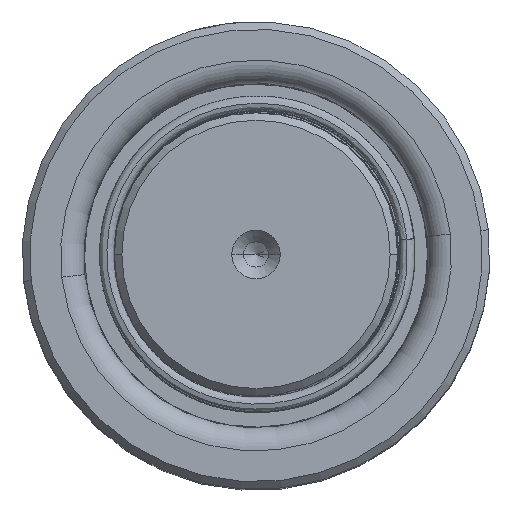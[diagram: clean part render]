
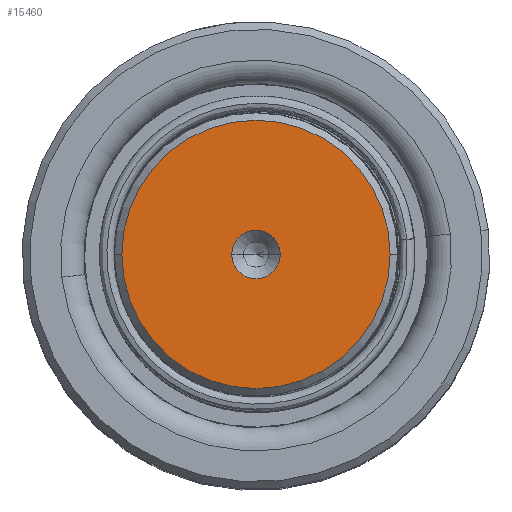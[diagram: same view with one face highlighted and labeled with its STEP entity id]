
A CAD part, top view. The second image highlights one B-rep face of the part: STEP entity #15460.
In plain terms, the highlighted planar face has unit normal (0, 0, 1).
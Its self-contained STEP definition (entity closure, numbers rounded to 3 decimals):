
#151 = CARTESIAN_POINT ( 'NONE',  ( -21.314, 0., 200. ) ) ;
#1708 = EDGE_LOOP ( 'NONE', ( #25129, #38221 ) ) ;
#2320 = DIRECTION ( 'NONE',  ( 1., 0., 0. ) ) ;
#2886 = VERTEX_POINT ( 'NONE', #40333 ) ;
#5845 = CARTESIAN_POINT ( 'NONE',  ( -3.85, 0., 200. ) ) ;
#12022 = AXIS2_PLACEMENT_3D ( 'NONE', #60362, #50736, #2320 ) ;
#12139 = CARTESIAN_POINT ( 'NONE',  ( 3.85, 0., 200. ) ) ;
#12295 = AXIS2_PLACEMENT_3D ( 'NONE', #18158, #18580, #52848 ) ;
#12572 = PLANE ( 'NONE',  #24684 ) ;
#14662 = EDGE_CURVE ( 'NONE', #2886, #16569, #32922, .T. ) ;
#15182 = AXIS2_PLACEMENT_3D ( 'NONE', #55529, #44853, #40785 ) ;
#15460 = ADVANCED_FACE ( 'NONE', ( #39824, #51320 ), #12572, .T. ) ;
#16053 = AXIS2_PLACEMENT_3D ( 'NONE', #36104, #55392, #26493 ) ;
#16569 = VERTEX_POINT ( 'NONE', #151 ) ;
#16607 = EDGE_CURVE ( 'NONE', #16569, #2886, #38343, .T. ) ;
#18158 = CARTESIAN_POINT ( 'NONE',  ( 0., 0., 200. ) ) ;
#18580 = DIRECTION ( 'NONE',  ( 0., 0., 1. ) ) ;
#19827 = CIRCLE ( 'NONE', #12022, 3.85 ) ;
#20314 = VERTEX_POINT ( 'NONE', #5845 ) ;
#24684 = AXIS2_PLACEMENT_3D ( 'NONE', #46419, #47056, #37181 ) ;
#25129 = ORIENTED_EDGE ( 'NONE', *, *, #45522, .F. ) ;
#26493 = DIRECTION ( 'NONE',  ( 1., 0., 0. ) ) ;
#32922 = CIRCLE ( 'NONE', #12295, 21.314 ) ;
#33500 = EDGE_LOOP ( 'NONE', ( #41156, #47388 ) ) ;
#36104 = CARTESIAN_POINT ( 'NONE',  ( 0., 0., 200. ) ) ;
#37181 = DIRECTION ( 'NONE',  ( 1., 0., 0. ) ) ;
#38221 = ORIENTED_EDGE ( 'NONE', *, *, #40764, .F. ) ;
#38343 = CIRCLE ( 'NONE', #16053, 21.314 ) ;
#39824 = FACE_BOUND ( 'NONE', #1708, .T. ) ;
#40333 = CARTESIAN_POINT ( 'NONE',  ( 21.314, 0., 200. ) ) ;
#40764 = EDGE_CURVE ( 'NONE', #20314, #43440, #51546, .T. ) ;
#40785 = DIRECTION ( 'NONE',  ( 1., 0., 0. ) ) ;
#41156 = ORIENTED_EDGE ( 'NONE', *, *, #16607, .T. ) ;
#43440 = VERTEX_POINT ( 'NONE', #12139 ) ;
#44853 = DIRECTION ( 'NONE',  ( 0., 0., 1. ) ) ;
#45522 = EDGE_CURVE ( 'NONE', #43440, #20314, #19827, .T. ) ;
#46419 = CARTESIAN_POINT ( 'NONE',  ( 0., 0., 200. ) ) ;
#47056 = DIRECTION ( 'NONE',  ( 0., 0., 1. ) ) ;
#47388 = ORIENTED_EDGE ( 'NONE', *, *, #14662, .T. ) ;
#50736 = DIRECTION ( 'NONE',  ( 0., 0., 1. ) ) ;
#51320 = FACE_OUTER_BOUND ( 'NONE', #33500, .T. ) ;
#51546 = CIRCLE ( 'NONE', #15182, 3.85 ) ;
#52848 = DIRECTION ( 'NONE',  ( 1., 0., 0. ) ) ;
#55392 = DIRECTION ( 'NONE',  ( 0., 0., 1. ) ) ;
#55529 = CARTESIAN_POINT ( 'NONE',  ( 0., 0., 200. ) ) ;
#60362 = CARTESIAN_POINT ( 'NONE',  ( 0., 0., 200. ) ) ;
